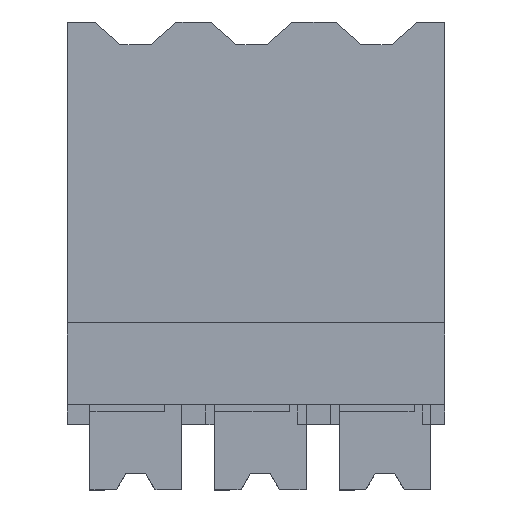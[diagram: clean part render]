
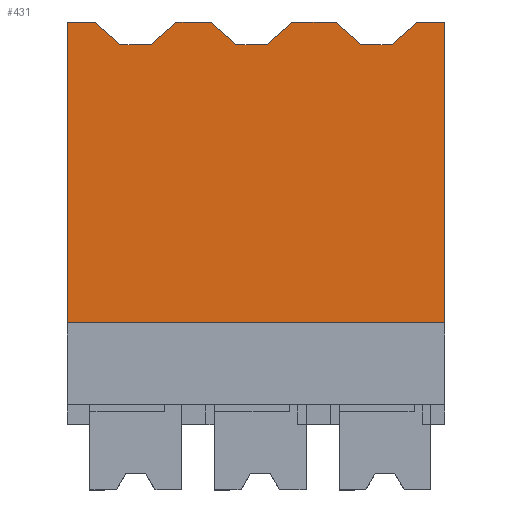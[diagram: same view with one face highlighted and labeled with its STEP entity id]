
A CAD part, top view. The second image highlights one B-rep face of the part: STEP entity #431.
In plain terms, the highlighted planar face has unit normal (0, 0, 1).
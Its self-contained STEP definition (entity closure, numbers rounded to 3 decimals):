
#322=AXIS2_PLACEMENT_3D('Plane Axis2P3D',#319,#320,#321) ;
#40=CARTESIAN_POINT('Vertex',(0.842,14.3,9.25)) ;
#77=CARTESIAN_POINT('Vertex',(0.,14.3,9.25)) ;
#80=CARTESIAN_POINT('Line Origine',(0.421,14.3,9.25)) ;
#100=CARTESIAN_POINT('Line Origine',(1.242,13.95,9.25)) ;
#104=CARTESIAN_POINT('Vertex',(1.642,13.6,9.25)) ;
#220=CARTESIAN_POINT('Line Origine',(0.,9.7,9.25)) ;
#224=CARTESIAN_POINT('Vertex',(0.,5.1,9.25)) ;
#319=CARTESIAN_POINT('Axis2P3D Location',(0.,5.1,9.25)) ;
#324=CARTESIAN_POINT('Line Origine',(5.778,5.1,9.25)) ;
#328=CARTESIAN_POINT('Vertex',(11.555,5.1,9.25)) ;
#331=CARTESIAN_POINT('Line Origine',(11.555,9.7,9.25)) ;
#335=CARTESIAN_POINT('Vertex',(11.555,14.3,9.25)) ;
#338=CARTESIAN_POINT('Line Origine',(11.135,14.3,9.25)) ;
#342=CARTESIAN_POINT('Vertex',(10.714,14.3,9.25)) ;
#345=CARTESIAN_POINT('Line Origine',(10.314,13.95,9.25)) ;
#349=CARTESIAN_POINT('Vertex',(9.914,13.6,9.25)) ;
#352=CARTESIAN_POINT('Line Origine',(9.456,13.6,9.25)) ;
#356=CARTESIAN_POINT('Vertex',(8.997,13.6,9.25)) ;
#359=CARTESIAN_POINT('Line Origine',(8.597,13.95,9.25)) ;
#363=CARTESIAN_POINT('Vertex',(8.197,14.3,9.25)) ;
#366=CARTESIAN_POINT('Line Origine',(7.551,14.3,9.25)) ;
#370=CARTESIAN_POINT('Vertex',(6.904,14.3,9.25)) ;
#373=CARTESIAN_POINT('Line Origine',(6.504,13.95,9.25)) ;
#377=CARTESIAN_POINT('Vertex',(6.104,13.6,9.25)) ;
#380=CARTESIAN_POINT('Line Origine',(5.646,13.6,9.25)) ;
#384=CARTESIAN_POINT('Vertex',(5.187,13.6,9.25)) ;
#387=CARTESIAN_POINT('Line Origine',(4.787,13.95,9.25)) ;
#391=CARTESIAN_POINT('Vertex',(4.387,14.3,9.25)) ;
#394=CARTESIAN_POINT('Line Origine',(3.873,14.3,9.25)) ;
#398=CARTESIAN_POINT('Vertex',(3.359,14.3,9.25)) ;
#401=CARTESIAN_POINT('Line Origine',(2.959,13.95,9.25)) ;
#405=CARTESIAN_POINT('Vertex',(2.559,13.6,9.25)) ;
#408=CARTESIAN_POINT('Line Origine',(2.101,13.6,9.25)) ;
#81=DIRECTION('Vector Direction',(1.,0.,0.)) ;
#101=DIRECTION('Vector Direction',(0.753,-0.659,0.)) ;
#221=DIRECTION('Vector Direction',(0.,1.,0.)) ;
#320=DIRECTION('Axis2P3D Direction',(0.,0.,-1.)) ;
#321=DIRECTION('Axis2P3D XDirection',(0.,1.,0.)) ;
#325=DIRECTION('Vector Direction',(1.,0.,0.)) ;
#332=DIRECTION('Vector Direction',(0.,1.,0.)) ;
#339=DIRECTION('Vector Direction',(1.,0.,0.)) ;
#346=DIRECTION('Vector Direction',(0.753,0.659,0.)) ;
#353=DIRECTION('Vector Direction',(1.,0.,0.)) ;
#360=DIRECTION('Vector Direction',(0.753,-0.659,0.)) ;
#367=DIRECTION('Vector Direction',(1.,0.,0.)) ;
#374=DIRECTION('Vector Direction',(0.753,0.659,0.)) ;
#381=DIRECTION('Vector Direction',(1.,0.,0.)) ;
#388=DIRECTION('Vector Direction',(0.753,-0.659,0.)) ;
#395=DIRECTION('Vector Direction',(1.,0.,0.)) ;
#402=DIRECTION('Vector Direction',(0.753,0.659,0.)) ;
#409=DIRECTION('Vector Direction',(1.,0.,0.)) ;
#82=VECTOR('Line Direction',#81,1.) ;
#102=VECTOR('Line Direction',#101,1.) ;
#222=VECTOR('Line Direction',#221,1.) ;
#326=VECTOR('Line Direction',#325,1.) ;
#333=VECTOR('Line Direction',#332,1.) ;
#340=VECTOR('Line Direction',#339,1.) ;
#347=VECTOR('Line Direction',#346,1.) ;
#354=VECTOR('Line Direction',#353,1.) ;
#361=VECTOR('Line Direction',#360,1.) ;
#368=VECTOR('Line Direction',#367,1.) ;
#375=VECTOR('Line Direction',#374,1.) ;
#382=VECTOR('Line Direction',#381,1.) ;
#389=VECTOR('Line Direction',#388,1.) ;
#396=VECTOR('Line Direction',#395,1.) ;
#403=VECTOR('Line Direction',#402,1.) ;
#410=VECTOR('Line Direction',#409,1.) ;
#414=ORIENTED_EDGE('',*,*,#330,.T.) ;
#415=ORIENTED_EDGE('',*,*,#337,.T.) ;
#416=ORIENTED_EDGE('',*,*,#344,.F.) ;
#417=ORIENTED_EDGE('',*,*,#351,.F.) ;
#418=ORIENTED_EDGE('',*,*,#358,.F.) ;
#419=ORIENTED_EDGE('',*,*,#365,.F.) ;
#420=ORIENTED_EDGE('',*,*,#372,.F.) ;
#421=ORIENTED_EDGE('',*,*,#379,.F.) ;
#422=ORIENTED_EDGE('',*,*,#386,.F.) ;
#423=ORIENTED_EDGE('',*,*,#393,.F.) ;
#424=ORIENTED_EDGE('',*,*,#400,.F.) ;
#425=ORIENTED_EDGE('',*,*,#407,.F.) ;
#426=ORIENTED_EDGE('',*,*,#412,.F.) ;
#427=ORIENTED_EDGE('',*,*,#106,.F.) ;
#428=ORIENTED_EDGE('',*,*,#84,.F.) ;
#429=ORIENTED_EDGE('',*,*,#226,.F.) ;
#431=ADVANCED_FACE('HOUSING',(#430),#323,.F.) ;
#84=EDGE_CURVE('',#78,#41,#83,.T.) ;
#106=EDGE_CURVE('',#41,#105,#103,.T.) ;
#226=EDGE_CURVE('',#225,#78,#223,.T.) ;
#330=EDGE_CURVE('',#225,#329,#327,.T.) ;
#337=EDGE_CURVE('',#329,#336,#334,.T.) ;
#344=EDGE_CURVE('',#343,#336,#341,.T.) ;
#351=EDGE_CURVE('',#350,#343,#348,.T.) ;
#358=EDGE_CURVE('',#357,#350,#355,.T.) ;
#365=EDGE_CURVE('',#364,#357,#362,.T.) ;
#372=EDGE_CURVE('',#371,#364,#369,.T.) ;
#379=EDGE_CURVE('',#378,#371,#376,.T.) ;
#386=EDGE_CURVE('',#385,#378,#383,.T.) ;
#393=EDGE_CURVE('',#392,#385,#390,.T.) ;
#400=EDGE_CURVE('',#399,#392,#397,.T.) ;
#407=EDGE_CURVE('',#406,#399,#404,.T.) ;
#412=EDGE_CURVE('',#105,#406,#411,.T.) ;
#413=EDGE_LOOP('',(#414,#415,#416,#417,#418,#419,#420,#421,#422,#423,#424,#425,#426,#427,#428,#429)) ;
#430=FACE_OUTER_BOUND('',#413,.T.) ;
#83=LINE('Line',#80,#82) ;
#103=LINE('Line',#100,#102) ;
#223=LINE('Line',#220,#222) ;
#327=LINE('Line',#324,#326) ;
#334=LINE('Line',#331,#333) ;
#341=LINE('Line',#338,#340) ;
#348=LINE('Line',#345,#347) ;
#355=LINE('Line',#352,#354) ;
#362=LINE('Line',#359,#361) ;
#369=LINE('Line',#366,#368) ;
#376=LINE('Line',#373,#375) ;
#383=LINE('Line',#380,#382) ;
#390=LINE('Line',#387,#389) ;
#397=LINE('Line',#394,#396) ;
#404=LINE('Line',#401,#403) ;
#411=LINE('Line',#408,#410) ;
#323=PLANE('',#322) ;
#41=VERTEX_POINT('',#40) ;
#78=VERTEX_POINT('',#77) ;
#105=VERTEX_POINT('',#104) ;
#225=VERTEX_POINT('',#224) ;
#329=VERTEX_POINT('',#328) ;
#336=VERTEX_POINT('',#335) ;
#343=VERTEX_POINT('',#342) ;
#350=VERTEX_POINT('',#349) ;
#357=VERTEX_POINT('',#356) ;
#364=VERTEX_POINT('',#363) ;
#371=VERTEX_POINT('',#370) ;
#378=VERTEX_POINT('',#377) ;
#385=VERTEX_POINT('',#384) ;
#392=VERTEX_POINT('',#391) ;
#399=VERTEX_POINT('',#398) ;
#406=VERTEX_POINT('',#405) ;
